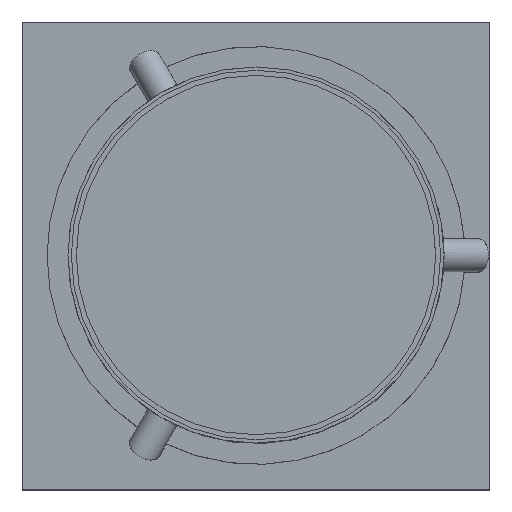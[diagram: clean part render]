
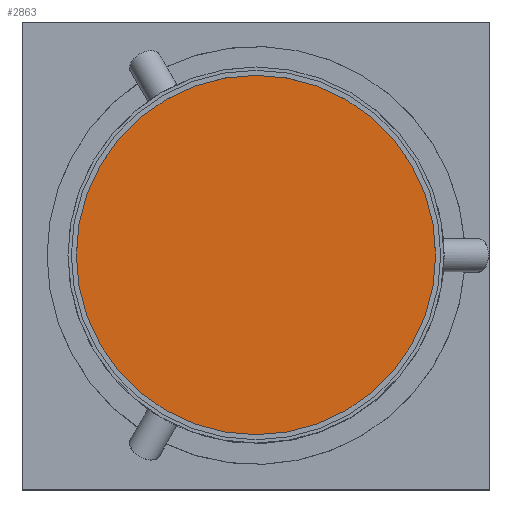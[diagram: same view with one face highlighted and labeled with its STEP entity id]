
A CAD part, top view. The second image highlights one B-rep face of the part: STEP entity #2863.
In plain terms, the highlighted planar face has unit normal (0, 0, 1).
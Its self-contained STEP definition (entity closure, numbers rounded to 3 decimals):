
#234=CIRCLE('',#3164,215.);
#337=PLANE('',#3163);
#478=FACE_OUTER_BOUND('',#688,.T.);
#688=EDGE_LOOP('',(#2466));
#1406=VERTEX_POINT('',#5505);
#1772=EDGE_CURVE('',#1406,#1406,#234,.T.);
#2466=ORIENTED_EDGE('',*,*,#1772,.T.);
#2863=ADVANCED_FACE('',(#478),#337,.T.);
#3163=AXIS2_PLACEMENT_3D('',#5504,#3838,#3839);
#3164=AXIS2_PLACEMENT_3D('',#5506,#3840,#3841);
#3838=DIRECTION('center_axis',(0.,0.,1.));
#3839=DIRECTION('ref_axis',(1.,0.,0.));
#3840=DIRECTION('center_axis',(0.,0.,1.));
#3841=DIRECTION('ref_axis',(-1.,0.,0.));
#5504=CARTESIAN_POINT('Origin',(0.,0.,
291.));
#5505=CARTESIAN_POINT('',(215.,0.,291.));
#5506=CARTESIAN_POINT('Origin',(0.,0.,291.));
